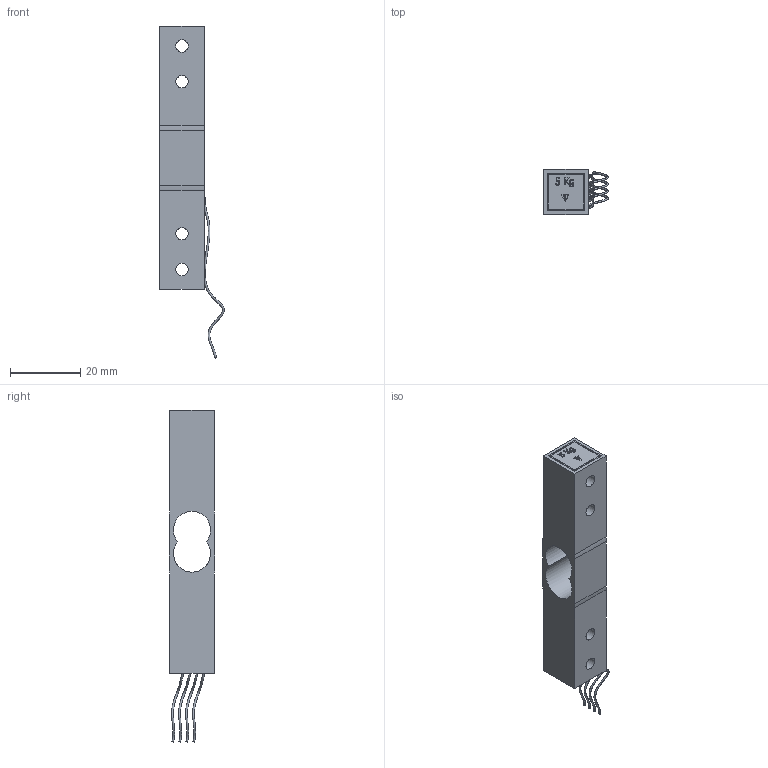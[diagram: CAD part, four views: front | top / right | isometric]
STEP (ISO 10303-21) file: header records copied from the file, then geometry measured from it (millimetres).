
FILE_DESCRIPTION(/* description */ (''),/* implementation_level */ '2;1');
FILE_NAME(/* name */ 'Load cell 5Kg_2.stp',/* time_stamp */ '2024-02-22T10:23:34+03:00',/* author */ ('Engineering'),/* organization */ (''),/* preprocessor_version */ 'ST-DEVELOPER v19.2',/* originating_system */ 'Autodesk Inventor 2024',/* authorisation */ '');
FILE_SCHEMA (('AUTOMOTIVE_DESIGN { 1 0 10303 214 3 1 1 }'));
Length unit declared in the file: millimetre
Products named in the file (1): Load cell 5Kg_2
Bounding box: 18.4 x 12.9 x 94.74 mm (x, y, z)
Volume: 9743.6 mm3; surface area: 5210.6 mm2
Topology: 1 solids, 1 shells, 120 faces, 336 edges, 224 vertices
Faces by surface type: plane 75, bspline 32, cylinder 13
Full cylindrical faces by diameter (mm): 3.5 x4
Entity records: 6291 total; most frequent: CARTESIAN_POINT 3263, ORIENTED_EDGE 672, DIRECTION 464, EDGE_CURVE 336, VERTEX_POINT 224, LINE 218, VECTOR 218, EDGE_LOOP 144
